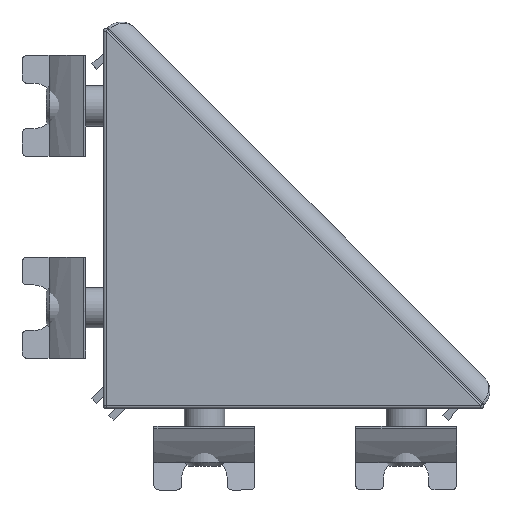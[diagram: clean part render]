
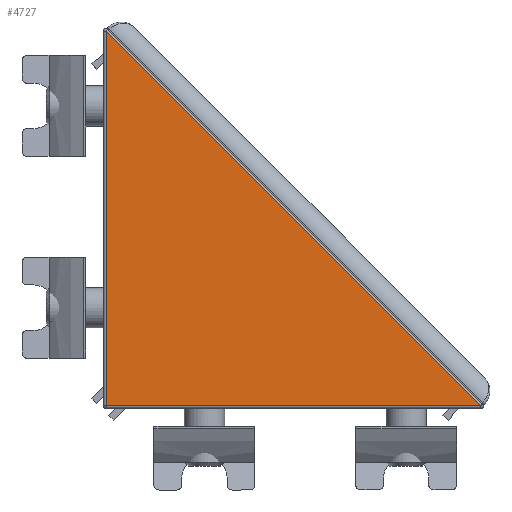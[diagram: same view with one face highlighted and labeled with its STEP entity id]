
A CAD part, top view. The second image highlights one B-rep face of the part: STEP entity #4727.
In plain terms, the highlighted planar face has unit normal (0, 0, 1).
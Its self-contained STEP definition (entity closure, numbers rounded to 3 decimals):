
#256=PLANE('',#5196);
#491=FACE_OUTER_BOUND('',#767,.T.);
#767=EDGE_LOOP('',(#3584,#3585,#3586));
#1117=LINE('',#7282,#1672);
#1118=LINE('',#7284,#1673);
#1120=LINE('',#7287,#1675);
#1672=VECTOR('',#5800,10.);
#1673=VECTOR('',#5803,10.);
#1675=VECTOR('',#5807,10.);
#2258=VERTEX_POINT('',#7247);
#2265=VERTEX_POINT('',#7266);
#2266=VERTEX_POINT('',#7273);
#2760=EDGE_CURVE('',#2258,#2266,#1117,.T.);
#2761=EDGE_CURVE('',#2266,#2265,#1118,.T.);
#2763=EDGE_CURVE('',#2265,#2258,#1120,.T.);
#3584=ORIENTED_EDGE('',*,*,#2760,.F.);
#3585=ORIENTED_EDGE('',*,*,#2763,.F.);
#3586=ORIENTED_EDGE('',*,*,#2761,.F.);
#4727=ADVANCED_FACE('',(#491),#256,.T.);
#5196=AXIS2_PLACEMENT_3D('',#7375,#5863,#5864);
#5800=DIRECTION('',(0.,1.,0.));
#5803=DIRECTION('',(0.707,-0.707,0.));
#5807=DIRECTION('',(-1.,0.,0.));
#5863=DIRECTION('center_axis',(0.,0.,1.));
#5864=DIRECTION('ref_axis',(1.,0.,0.));
#7247=CARTESIAN_POINT('',(0.5,0.5,19.));
#7266=CARTESIAN_POINT('',(74.793,0.5,19.));
#7273=CARTESIAN_POINT('',(0.5,74.793,19.));
#7282=CARTESIAN_POINT('',(0.5,13.435,19.));
#7284=CARTESIAN_POINT('',(18.646,56.646,19.));
#7287=CARTESIAN_POINT('',(51.435,0.5,19.));
#7375=CARTESIAN_POINT('Origin',(26.87,26.87,19.));
